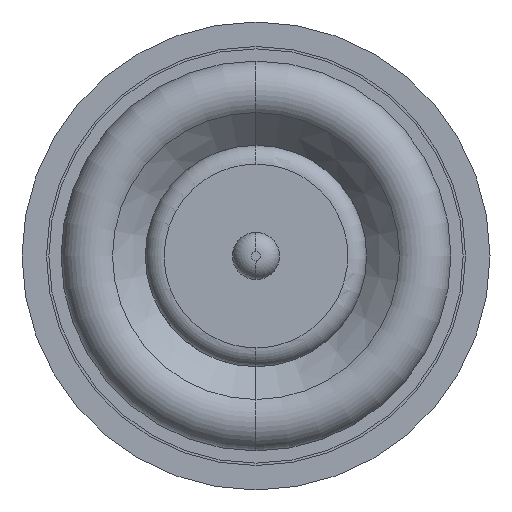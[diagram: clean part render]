
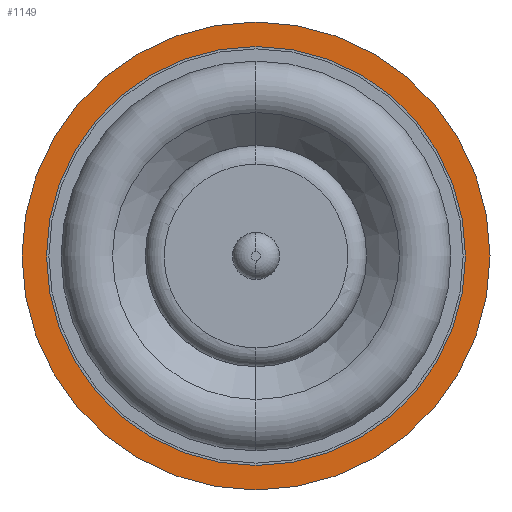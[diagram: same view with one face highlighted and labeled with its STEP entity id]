
A CAD part, front view. The second image highlights one B-rep face of the part: STEP entity #1149.
In plain terms, the highlighted planar face has unit normal (0, -1, 0).
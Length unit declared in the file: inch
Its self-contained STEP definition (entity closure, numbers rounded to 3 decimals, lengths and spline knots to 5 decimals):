
#3 = FACE_OUTER_BOUND ( 'NONE', #1478, .T. ) ;
#106 = CIRCLE ( 'NONE', #2615, 0.2485 ) ;
#159 = CARTESIAN_POINT ( 'NONE',  ( 0.01198, -0.8377, -0.2225 ) ) ;
#213 = AXIS2_PLACEMENT_3D ( 'NONE', #1110, #669, #2221 ) ;
#217 = VERTEX_POINT ( 'NONE', #1776 ) ;
#263 = EDGE_CURVE ( 'NONE', #391, #2191, #2028, .T. ) ;
#353 = ORIENTED_EDGE ( 'NONE', *, *, #1605, .F. ) ;
#389 = CARTESIAN_POINT ( 'NONE',  ( 0.01198, -0.8377, 0. ) ) ;
#391 = VERTEX_POINT ( 'NONE', #1234 ) ;
#461 = AXIS2_PLACEMENT_3D ( 'NONE', #2499, #1180, #2736 ) ;
#608 = DIRECTION ( 'NONE',  ( 0., 0., -1. ) ) ;
#661 = PLANE ( 'NONE',  #213 ) ;
#669 = DIRECTION ( 'NONE',  ( 0., 1., 0. ) ) ;
#739 = AXIS2_PLACEMENT_3D ( 'NONE', #970, #2509, #1189 ) ;
#892 = ORIENTED_EDGE ( 'NONE', *, *, #1402, .F. ) ;
#897 = DIRECTION ( 'NONE',  ( 0., 1., 0. ) ) ;
#918 = ORIENTED_EDGE ( 'NONE', *, *, #2588, .F. ) ;
#970 = CARTESIAN_POINT ( 'NONE',  ( 0.01198, -0.8377, 0. ) ) ;
#1110 = CARTESIAN_POINT ( 'NONE',  ( 0.01198, -0.8377, 0. ) ) ;
#1149 = ADVANCED_FACE ( 'NONE', ( #3, #2157 ), #661, .F. ) ;
#1180 = DIRECTION ( 'NONE',  ( 0., 1., 0. ) ) ;
#1189 = DIRECTION ( 'NONE',  ( 0., 0., -1. ) ) ;
#1234 = CARTESIAN_POINT ( 'NONE',  ( 0.01198, -0.8377, 0.2225 ) ) ;
#1311 = CIRCLE ( 'NONE', #2686, 0.2225 ) ;
#1402 = EDGE_CURVE ( 'NONE', #217, #2143, #2846, .T. ) ;
#1478 = EDGE_LOOP ( 'NONE', ( #892, #918 ) ) ;
#1605 = EDGE_CURVE ( 'NONE', #2191, #391, #1311, .T. ) ;
#1615 = EDGE_LOOP ( 'NONE', ( #353, #2692 ) ) ;
#1776 = CARTESIAN_POINT ( 'NONE',  ( 0.01198, -0.8377, -0.2485 ) ) ;
#1914 = CARTESIAN_POINT ( 'NONE',  ( 0.01198, -0.8377, 0.2485 ) ) ;
#1932 = DIRECTION ( 'NONE',  ( 0., -1., 0. ) ) ;
#2028 = CIRCLE ( 'NONE', #739, 0.2225 ) ;
#2143 = VERTEX_POINT ( 'NONE', #1914 ) ;
#2157 = FACE_BOUND ( 'NONE', #1615, .T. ) ;
#2191 = VERTEX_POINT ( 'NONE', #159 ) ;
#2219 = CARTESIAN_POINT ( 'NONE',  ( 0.01198, -0.8377, 0. ) ) ;
#2221 = DIRECTION ( 'NONE',  ( 0., 0., 1. ) ) ;
#2431 = DIRECTION ( 'NONE',  ( 0., 0., -1. ) ) ;
#2499 = CARTESIAN_POINT ( 'NONE',  ( 0.01198, -0.8377, 0. ) ) ;
#2509 = DIRECTION ( 'NONE',  ( 0., -1., 0. ) ) ;
#2588 = EDGE_CURVE ( 'NONE', #2143, #217, #106, .T. ) ;
#2615 = AXIS2_PLACEMENT_3D ( 'NONE', #2219, #897, #2431 ) ;
#2686 = AXIS2_PLACEMENT_3D ( 'NONE', #389, #1932, #608 ) ;
#2692 = ORIENTED_EDGE ( 'NONE', *, *, #263, .F. ) ;
#2736 = DIRECTION ( 'NONE',  ( 0., 0., -1. ) ) ;
#2846 = CIRCLE ( 'NONE', #461, 0.2485 ) ;
